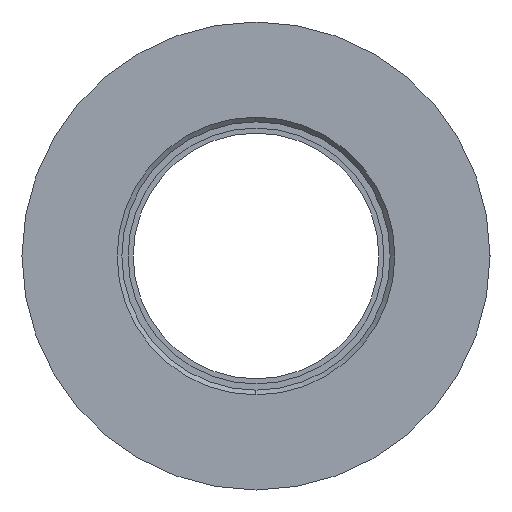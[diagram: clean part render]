
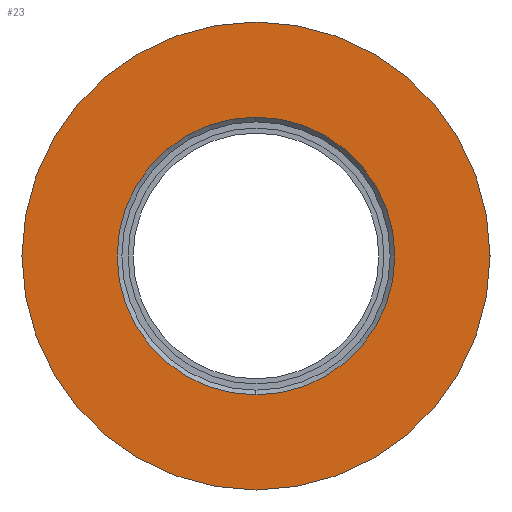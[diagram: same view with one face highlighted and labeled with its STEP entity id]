
A CAD part, left-side view. The second image highlights one B-rep face of the part: STEP entity #23.
In plain terms, the highlighted face is planar.
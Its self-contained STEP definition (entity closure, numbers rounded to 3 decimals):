
#23 = ADVANCED_FACE ( 'NONE', ( #521, #242 ), #273, .T. ) ;
#25 = EDGE_CURVE ( 'NONE', #257, #249, #628, .T. ) ;
#26 = EDGE_CURVE ( 'NONE', #263, #254, #742, .T. ) ;
#65 = EDGE_CURVE ( 'NONE', #249, #257, #655, .T. ) ;
#91 = EDGE_CURVE ( 'NONE', #254, #263, #738, .T. ) ;
#134 = EDGE_LOOP ( 'NONE', ( #155, #177 ) ) ;
#136 = EDGE_LOOP ( 'NONE', ( #188, #233 ) ) ;
#155 = ORIENTED_EDGE ( 'NONE', *, *, #25, .F. ) ;
#177 = ORIENTED_EDGE ( 'NONE', *, *, #65, .F. ) ;
#188 = ORIENTED_EDGE ( 'NONE', *, *, #91, .T. ) ;
#233 = ORIENTED_EDGE ( 'NONE', *, *, #26, .T. ) ;
#242 = FACE_OUTER_BOUND ( 'NONE', #134, .T. ) ;
#249 = VERTEX_POINT ( 'NONE', #384 ) ;
#254 = VERTEX_POINT ( 'NONE', #379 ) ;
#257 = VERTEX_POINT ( 'NONE', #376 ) ;
#263 = VERTEX_POINT ( 'NONE', #369 ) ;
#270 = DIRECTION ( 'NONE',  ( 0., -1., 0. ) ) ;
#272 = DIRECTION ( 'NONE',  ( 0., 0., -1. ) ) ;
#273 = PLANE ( 'NONE',  #687 ) ;
#276 = CARTESIAN_POINT ( 'NONE',  ( 0., 0., 0. ) ) ;
#278 = DIRECTION ( 'NONE',  ( 0., 0., -1. ) ) ;
#279 = DIRECTION ( 'NONE',  ( 0., 1., 0. ) ) ;
#283 = DIRECTION ( 'NONE',  ( 0., 1., 0. ) ) ;
#288 = CARTESIAN_POINT ( 'NONE',  ( 0., 0., 0. ) ) ;
#339 = DIRECTION ( 'NONE',  ( 0., 0., -1. ) ) ;
#340 = CARTESIAN_POINT ( 'NONE',  ( -8.6, 0., 0. ) ) ;
#369 = CARTESIAN_POINT ( 'NONE',  ( 0., 0., 8.9 ) ) ;
#376 = CARTESIAN_POINT ( 'NONE',  ( 0., 0., 15. ) ) ;
#379 = CARTESIAN_POINT ( 'NONE',  ( 0., 0., -8.9 ) ) ;
#384 = CARTESIAN_POINT ( 'NONE',  ( 0., 0., -15. ) ) ;
#387 = DIRECTION ( 'NONE',  ( 0., 0., 1. ) ) ;
#420 = CARTESIAN_POINT ( 'NONE',  ( 0., 0., 0. ) ) ;
#429 = DIRECTION ( 'NONE',  ( 0., 1., 0. ) ) ;
#502 = DIRECTION ( 'NONE',  ( 0., 0., 1. ) ) ;
#505 = DIRECTION ( 'NONE',  ( 0., 1., 0. ) ) ;
#508 = CARTESIAN_POINT ( 'NONE',  ( 0., 0., 0. ) ) ;
#521 = FACE_BOUND ( 'NONE', #136, .T. ) ;
#615 = AXIS2_PLACEMENT_3D ( 'NONE', #288, #283, #278 ) ;
#628 = CIRCLE ( 'NONE', #693, 15. ) ;
#629 = AXIS2_PLACEMENT_3D ( 'NONE', #508, #505, #502 ) ;
#655 = CIRCLE ( 'NONE', #629, 15. ) ;
#687 = AXIS2_PLACEMENT_3D ( 'NONE', #340, #270, #272 ) ;
#690 = AXIS2_PLACEMENT_3D ( 'NONE', #276, #279, #339 ) ;
#693 = AXIS2_PLACEMENT_3D ( 'NONE', #420, #429, #387 ) ;
#738 = CIRCLE ( 'NONE', #615, 8.9 ) ;
#742 = CIRCLE ( 'NONE', #690, 8.9 ) ;
